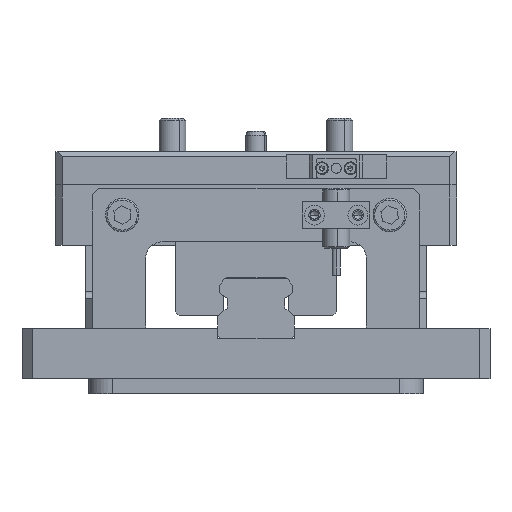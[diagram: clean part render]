
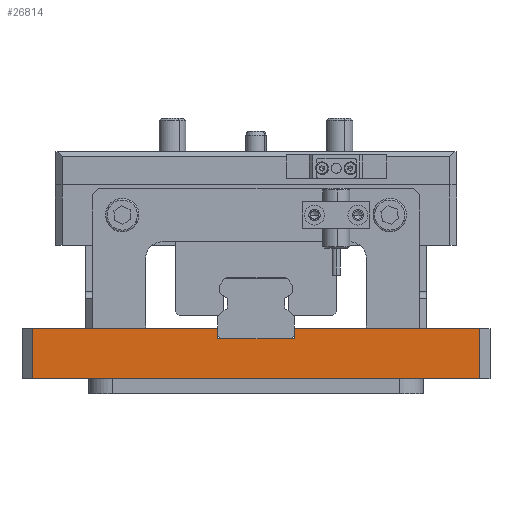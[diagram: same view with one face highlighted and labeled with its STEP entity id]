
A CAD part, left-side view. The second image highlights one B-rep face of the part: STEP entity #26814.
In plain terms, the highlighted planar face has unit normal (-1, 0, 0).
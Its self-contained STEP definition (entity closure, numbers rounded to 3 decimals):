
#189 = AXIS2_PLACEMENT_3D ( 'NONE', #28951, #8773, #9053 ) ;
#1503 = VERTEX_POINT ( 'NONE', #10184 ) ;
#2928 = CARTESIAN_POINT ( 'NONE',  ( -76.86, 19.626, 136.5 ) ) ;
#3598 = DIRECTION ( 'NONE',  ( 0., -1., 0. ) ) ;
#3667 = DIRECTION ( 'NONE',  ( 0., 0., 1. ) ) ;
#4008 = CARTESIAN_POINT ( 'NONE',  ( -76.86, 78.126, 133.5 ) ) ;
#4971 = LINE ( 'NONE', #11101, #25481 ) ;
#7177 = VECTOR ( 'NONE', #14691, 1000. ) ;
#7610 = EDGE_CURVE ( 'NONE', #28326, #30591, #10352, .T. ) ;
#8341 = CARTESIAN_POINT ( 'NONE',  ( -76.86, 75.126, 136.5 ) ) ;
#8773 = DIRECTION ( 'NONE',  ( 1., 0., 0. ) ) ;
#9047 = LINE ( 'NONE', #20329, #42800 ) ;
#9053 = DIRECTION ( 'NONE',  ( 0., -1., 0. ) ) ;
#9798 = VERTEX_POINT ( 'NONE', #25431 ) ;
#10142 = CARTESIAN_POINT ( 'NONE',  ( -76.86, -58.874, 136.5 ) ) ;
#10184 = CARTESIAN_POINT ( 'NONE',  ( -76.86, 19.626, 133.5 ) ) ;
#10191 = CARTESIAN_POINT ( 'NONE',  ( -76.86, -58.874, 136.5 ) ) ;
#10278 = LINE ( 'NONE', #4008, #32927 ) ;
#10352 = LINE ( 'NONE', #8341, #7177 ) ;
#10665 = LINE ( 'NONE', #10142, #39164 ) ;
#10775 = CARTESIAN_POINT ( 'NONE',  ( -76.86, -3.374, 136.5 ) ) ;
#11101 = CARTESIAN_POINT ( 'NONE',  ( -76.86, 78.126, 136.5 ) ) ;
#11912 = EDGE_LOOP ( 'NONE', ( #38237, #17169, #36997, #24546, #22545, #29526, #16258, #41181 ) ) ;
#13458 = VERTEX_POINT ( 'NONE', #19911 ) ;
#14400 = DIRECTION ( 'NONE',  ( 0., 0., 1. ) ) ;
#14691 = DIRECTION ( 'NONE',  ( 0., 0., -1. ) ) ;
#15856 = LINE ( 'NONE', #17135, #42204 ) ;
#16258 = ORIENTED_EDGE ( 'NONE', *, *, #30192, .F. ) ;
#16856 = EDGE_CURVE ( 'NONE', #9798, #19551, #15856, .T. ) ;
#17057 = VECTOR ( 'NONE', #3667, 1000. ) ;
#17066 = CARTESIAN_POINT ( 'NONE',  ( -76.86, 75.126, 121.5 ) ) ;
#17135 = CARTESIAN_POINT ( 'NONE',  ( -76.86, 78.126, 136.5 ) ) ;
#17169 = ORIENTED_EDGE ( 'NONE', *, *, #31164, .T. ) ;
#19551 = VERTEX_POINT ( 'NONE', #10191 ) ;
#19683 = EDGE_CURVE ( 'NONE', #9798, #30433, #34711, .T. ) ;
#19911 = CARTESIAN_POINT ( 'NONE',  ( -76.86, 19.626, 136.5 ) ) ;
#20329 = CARTESIAN_POINT ( 'NONE',  ( -76.86, 78.126, 121.5 ) ) ;
#20518 = DIRECTION ( 'NONE',  ( 0., -1., 0. ) ) ;
#22545 = ORIENTED_EDGE ( 'NONE', *, *, #28990, .F. ) ;
#22818 = VERTEX_POINT ( 'NONE', #43342 ) ;
#23243 = CARTESIAN_POINT ( 'NONE',  ( -76.86, 75.126, 136.5 ) ) ;
#23719 = DIRECTION ( 'NONE',  ( 0., 0., -1. ) ) ;
#24522 = EDGE_CURVE ( 'NONE', #1503, #13458, #39241, .T. ) ;
#24546 = ORIENTED_EDGE ( 'NONE', *, *, #19683, .T. ) ;
#25431 = CARTESIAN_POINT ( 'NONE',  ( -76.86, -3.374, 136.5 ) ) ;
#25481 = VECTOR ( 'NONE', #34387, 1000. ) ;
#26814 = ADVANCED_FACE ( 'NONE', ( #33391 ), #29240, .F. ) ;
#27284 = VECTOR ( 'NONE', #23719, 1000. ) ;
#28326 = VERTEX_POINT ( 'NONE', #23243 ) ;
#28951 = CARTESIAN_POINT ( 'NONE',  ( -76.86, 78.126, 136.5 ) ) ;
#28990 = EDGE_CURVE ( 'NONE', #1503, #30433, #10278, .T. ) ;
#29240 = PLANE ( 'NONE',  #189 ) ;
#29526 = ORIENTED_EDGE ( 'NONE', *, *, #24522, .T. ) ;
#30192 = EDGE_CURVE ( 'NONE', #28326, #13458, #4971, .T. ) ;
#30433 = VERTEX_POINT ( 'NONE', #32571 ) ;
#30591 = VERTEX_POINT ( 'NONE', #17066 ) ;
#30934 = DIRECTION ( 'NONE',  ( 0., -1., 0. ) ) ;
#31164 = EDGE_CURVE ( 'NONE', #22818, #19551, #10665, .T. ) ;
#32571 = CARTESIAN_POINT ( 'NONE',  ( -76.86, -3.374, 133.5 ) ) ;
#32927 = VECTOR ( 'NONE', #30934, 1000. ) ;
#33391 = FACE_OUTER_BOUND ( 'NONE', #11912, .T. ) ;
#34387 = DIRECTION ( 'NONE',  ( 0., -1., 0. ) ) ;
#34711 = LINE ( 'NONE', #10775, #27284 ) ;
#36997 = ORIENTED_EDGE ( 'NONE', *, *, #16856, .F. ) ;
#38237 = ORIENTED_EDGE ( 'NONE', *, *, #39080, .T. ) ;
#39080 = EDGE_CURVE ( 'NONE', #30591, #22818, #9047, .T. ) ;
#39164 = VECTOR ( 'NONE', #14400, 1000. ) ;
#39241 = LINE ( 'NONE', #2928, #17057 ) ;
#41181 = ORIENTED_EDGE ( 'NONE', *, *, #7610, .T. ) ;
#42204 = VECTOR ( 'NONE', #20518, 1000. ) ;
#42800 = VECTOR ( 'NONE', #3598, 1000. ) ;
#43342 = CARTESIAN_POINT ( 'NONE',  ( -76.86, -58.874, 121.5 ) ) ;
